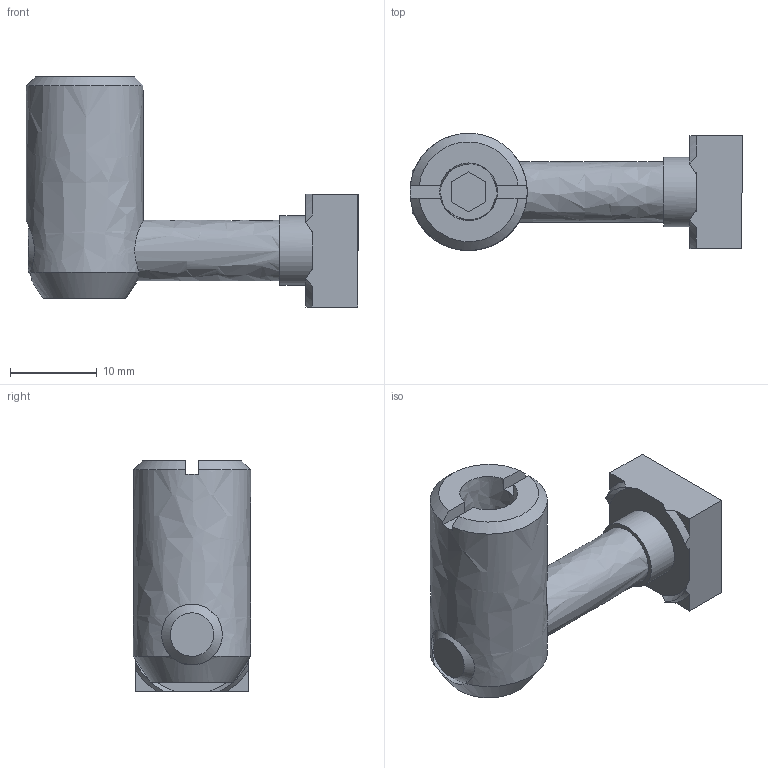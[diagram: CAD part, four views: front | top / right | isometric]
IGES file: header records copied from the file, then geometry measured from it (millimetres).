
Global section: file name: 311500ESD; native system: Autodesk Inventor 2021; preprocessor: unknown; author: Mrówczyńska,,; organization: 11; date: 20220810.112724; units: millimetre
Bounding box: 38.25 x 13.5 x 26.5 mm (x, y, z)
Volume: 5116.8 mm3; surface area: 3554 mm2
Topology: 3 solids, 3 shells, 51 faces, 138 edges, 93 vertices
Faces by surface type: bspline 51
